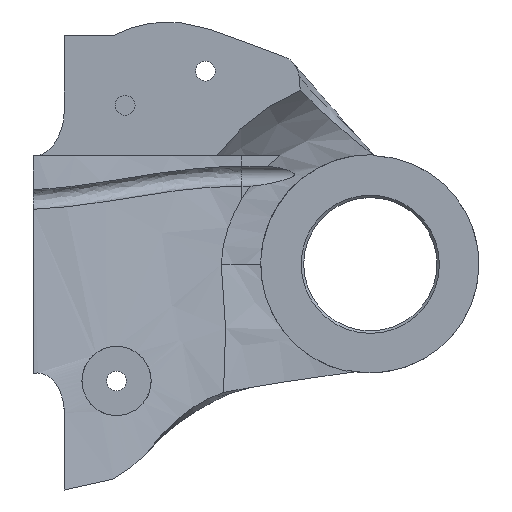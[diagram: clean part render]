
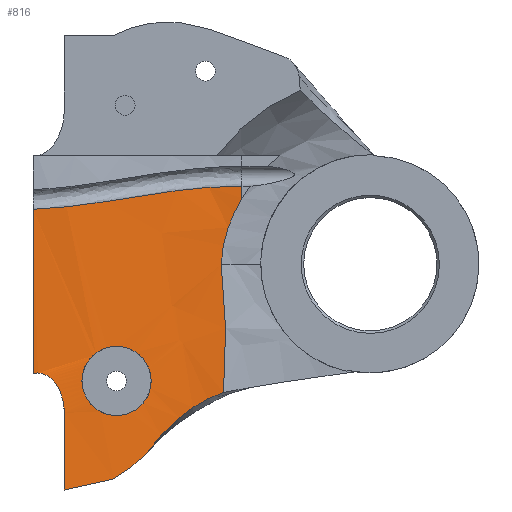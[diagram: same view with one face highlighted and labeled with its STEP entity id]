
A CAD part, front view. The second image highlights one B-rep face of the part: STEP entity #816.
In plain terms, the highlighted free-form (B-spline) face has degree [3, 1] with [4, 2] control points.
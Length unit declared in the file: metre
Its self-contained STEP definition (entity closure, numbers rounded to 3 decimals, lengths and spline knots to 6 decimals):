
#44=LINE('',#1301,#74);
#58=LINE('',#2099,#88);
#63=LINE('',#2109,#93);
#74=VECTOR('',#929,1.);
#88=VECTOR('',#1021,1.);
#93=VECTOR('',#1030,1.);
#125=B_SPLINE_SURFACE_WITH_KNOTS('',3,1,((#2113,#2114),(#2115,#2116),(#2117,
#2118),(#2119,#2120)),.SURF_OF_LINEAR_EXTRUSION.,.F.,.F.,.F.,(4,4),(2,2),
(0.,1.),(0.,1.),.PIECEWISE_BEZIER_KNOTS.);
#336=ORIENTED_EDGE('',*,*,#491,.F.);
#337=ORIENTED_EDGE('',*,*,#423,.T.);
#338=ORIENTED_EDGE('',*,*,#387,.T.);
#339=ORIENTED_EDGE('',*,*,#421,.T.);
#340=ORIENTED_EDGE('',*,*,#419,.T.);
#341=ORIENTED_EDGE('',*,*,#436,.T.);
#342=ORIENTED_EDGE('',*,*,#454,.F.);
#343=ORIENTED_EDGE('',*,*,#446,.T.);
#344=ORIENTED_EDGE('',*,*,#397,.T.);
#345=ORIENTED_EDGE('',*,*,#483,.F.);
#346=ORIENTED_EDGE('',*,*,#459,.T.);
#347=ORIENTED_EDGE('',*,*,#488,.T.);
#387=EDGE_CURVE('',#504,#503,#583,.T.);
#397=EDGE_CURVE('',#514,#513,#592,.T.);
#419=EDGE_CURVE('',#532,#531,#606,.T.);
#421=EDGE_CURVE('',#503,#532,#44,.T.);
#423=EDGE_CURVE('',#534,#504,#607,.T.);
#436=EDGE_CURVE('',#531,#543,#618,.T.);
#446=EDGE_CURVE('',#550,#514,#626,.T.);
#454=EDGE_CURVE('',#550,#543,#634,.T.);
#459=EDGE_CURVE('',#557,#559,#636,.T.);
#483=EDGE_CURVE('',#557,#513,#58,.T.);
#488=EDGE_CURVE('',#559,#534,#63,.T.);
#491=EDGE_CURVE('',#577,#577,#639,.T.);
#503=VERTEX_POINT('',#1077);
#504=VERTEX_POINT('',#1085);
#513=VERTEX_POINT('',#1186);
#514=VERTEX_POINT('',#1193);
#531=VERTEX_POINT('',#1293);
#532=VERTEX_POINT('',#1298);
#534=VERTEX_POINT('',#1309);
#543=VERTEX_POINT('',#1691);
#550=VERTEX_POINT('',#1772);
#557=VERTEX_POINT('',#1865);
#559=VERTEX_POINT('',#2031);
#577=VERTEX_POINT('',#2139);
#583=B_SPLINE_CURVE_WITH_KNOTS('',3,(#1078,#1079,#1080,#1081,#1082,#1083,
#1084),.UNSPECIFIED.,.F.,.F.,(4,1,1,1,4),(0.,0.002831,0.005662,
0.008493,0.011325),.UNSPECIFIED.);
#592=B_SPLINE_CURVE_WITH_KNOTS('',3,(#1187,#1188,#1189,#1190,#1191,#1192),
 .UNSPECIFIED.,.F.,.F.,(4,1,1,4),(0.,0.00704,0.010561,
0.014081),.UNSPECIFIED.);
#606=B_SPLINE_CURVE_WITH_KNOTS('',3,(#1294,#1295,#1296,#1297),
 .UNSPECIFIED.,.F.,.F.,(4,4),(0.,0.010704),.UNSPECIFIED.);
#607=B_SPLINE_CURVE_WITH_KNOTS('',3,(#1305,#1306,#1307,#1308),
 .UNSPECIFIED.,.F.,.F.,(4,4),(0.,0.000303),.UNSPECIFIED.);
#618=B_SPLINE_CURVE_WITH_KNOTS('',3,(#1686,#1687,#1688,#1689,#1690),
 .UNSPECIFIED.,.F.,.F.,(4,1,4),(0.,0.004115,
0.008231),.UNSPECIFIED.);
#626=B_SPLINE_CURVE_WITH_KNOTS('',3,(#1767,#1768,#1769,#1770,#1771),
 .UNSPECIFIED.,.F.,.F.,(4,1,4),(0.,0.012983,
0.025965),.UNSPECIFIED.);
#634=B_SPLINE_CURVE_WITH_KNOTS('',3,(#1853,#1854,#1855,#1856,#1857,#1858),
 .UNSPECIFIED.,.F.,.F.,(4,1,1,4),(0.,0.005247,
0.010494,0.020988),.UNSPECIFIED.);
#636=B_SPLINE_CURVE_WITH_KNOTS('',3,(#2023,#2024,#2025,#2026,#2027,#2028,
#2029,#2030),.UNSPECIFIED.,.F.,.F.,(4,1,1,1,1,4),(0.,0.005546,
0.011093,0.022185,0.033278,0.044371),
 .UNSPECIFIED.);
#639=B_SPLINE_CURVE_WITH_KNOTS('',3,(#2121,#2122,#2123,#2124,#2125,#2126,
#2127,#2128,#2129,#2130,#2131,#2132,#2133,#2134,#2135,#2136,#2137,#2138),
 .UNSPECIFIED.,.T.,.F.,(1,1,1,1,1,1,1,1,1,1,1,1,1,1,1,1,1,1,1,1,1,1),(-0.011268,
-0.008451,-0.005634,0.,0.002817,0.005634,
0.008451,0.011268,0.014086,0.016903,
0.01972,0.022537,0.025354,0.028171,
0.030988,0.033805,0.036622,0.039439,
0.045074,0.047891,0.050708,0.053525),
 .UNSPECIFIED.);
#695=EDGE_LOOP('',(#336));
#696=EDGE_LOOP('',(#337,#338,#339,#340,#341,#342,#343,#344,#345,#346,#347));
#762=FACE_BOUND('',#695,.T.);
#763=FACE_BOUND('',#696,.T.);
#816=ADVANCED_FACE('',(#762,#763),#125,.T.);
#929=DIRECTION('',(0.,0.,-1.));
#1021=DIRECTION('',(0.,0.,-1.));
#1030=DIRECTION('',(0.,0.,-1.));
#1077=CARTESIAN_POINT('',(-0.062,0.030566,0.044398));
#1078=CARTESIAN_POINT('',(-0.068,0.029591,0.052455));
#1079=CARTESIAN_POINT('',(-0.067052,0.029675,0.052568));
#1080=CARTESIAN_POINT('',(-0.065139,0.029925,0.052071));
#1081=CARTESIAN_POINT('',(-0.063234,0.030291,0.049873));
#1082=CARTESIAN_POINT('',(-0.062215,0.030516,0.047208));
#1083=CARTESIAN_POINT('',(-0.062,0.030566,0.045348));
#1084=CARTESIAN_POINT('',(-0.062,0.030566,0.044398));
#1085=CARTESIAN_POINT('',(-0.068,0.029591,0.052455));
#1186=CARTESIAN_POINT('',(-0.026,0.04005,0.087875));
#1187=CARTESIAN_POINT('',(-0.030193,0.039838,0.0745));
#1188=CARTESIAN_POINT('',(-0.030135,0.039844,0.076881));
#1189=CARTESIAN_POINT('',(-0.029467,0.039917,0.080342));
#1190=CARTESIAN_POINT('',(-0.027702,0.040024,0.084762));
#1191=CARTESIAN_POINT('',(-0.026599,0.04005,0.086851));
#1192=CARTESIAN_POINT('',(-0.026,0.04005,0.087875));
#1193=CARTESIAN_POINT('',(-0.030195,0.039838,0.074494));
#1293=CARTESIAN_POINT('',(-0.052,0.033666,0.031007));
#1294=CARTESIAN_POINT('',(-0.062,0.030566,0.028776));
#1295=CARTESIAN_POINT('',(-0.058547,0.031364,0.029309));
#1296=CARTESIAN_POINT('',(-0.055251,0.032488,0.030095));
#1297=CARTESIAN_POINT('',(-0.052,0.033666,0.031007));
#1298=CARTESIAN_POINT('',(-0.062,0.030566,0.028776));
#1301=CARTESIAN_POINT('',(-0.062,0.030566,0.0965));
#1305=CARTESIAN_POINT('',(-0.0683,0.029566,0.052421));
#1306=CARTESIAN_POINT('',(-0.0682,0.029574,0.052432));
#1307=CARTESIAN_POINT('',(-0.0681,0.029582,0.052443));
#1308=CARTESIAN_POINT('',(-0.068,0.029591,0.052455));
#1309=CARTESIAN_POINT('',(-0.0683,0.029566,0.052421));
#1686=CARTESIAN_POINT('',(-0.052,0.033666,0.031007));
#1687=CARTESIAN_POINT('',(-0.050877,0.034073,0.031686));
#1688=CARTESIAN_POINT('',(-0.048715,0.034873,0.033175));
#1689=CARTESIAN_POINT('',(-0.046662,0.035623,0.034843));
#1690=CARTESIAN_POINT('',(-0.045709,0.035963,0.035774));
#1691=CARTESIAN_POINT('',(-0.045709,0.035963,0.035774));
#1767=CARTESIAN_POINT('',(-0.029727,0.039882,0.048545));
#1768=CARTESIAN_POINT('',(-0.029257,0.039924,0.052859));
#1769=CARTESIAN_POINT('',(-0.029123,0.039931,0.061524));
#1770=CARTESIAN_POINT('',(-0.029747,0.039883,0.070176));
#1771=CARTESIAN_POINT('',(-0.030197,0.039838,0.074487));
#1772=CARTESIAN_POINT('',(-0.029727,0.039882,0.048545));
#1853=CARTESIAN_POINT('',(-0.029727,0.039882,0.048545));
#1854=CARTESIAN_POINT('',(-0.031407,0.039732,0.047985));
#1855=CARTESIAN_POINT('',(-0.034557,0.039257,0.046537));
#1856=CARTESIAN_POINT('',(-0.040197,0.037884,0.042452));
#1857=CARTESIAN_POINT('',(-0.043625,0.036705,0.038536));
#1858=CARTESIAN_POINT('',(-0.045709,0.035963,0.035774));
#1865=CARTESIAN_POINT('',(-0.026,0.04005,0.09031));
#2023=CARTESIAN_POINT('',(-0.026,0.04005,0.09031));
#2024=CARTESIAN_POINT('',(-0.027851,0.04005,0.09031));
#2025=CARTESIAN_POINT('',(-0.031557,0.039793,0.090193));
#2026=CARTESIAN_POINT('',(-0.038724,0.038407,0.089565));
#2027=CARTESIAN_POINT('',(-0.047324,0.03545,0.088236));
#2028=CARTESIAN_POINT('',(-0.057514,0.03153,0.086498));
#2029=CARTESIAN_POINT('',(-0.064599,0.029864,0.085771));
#2030=CARTESIAN_POINT('',(-0.0683,0.029566,0.085641));
#2031=CARTESIAN_POINT('',(-0.0683,0.029566,0.085641));
#2099=CARTESIAN_POINT('',(-0.026,0.04005,0.0965));
#2109=CARTESIAN_POINT('',(-0.0683,0.029566,0.0965));
#2113=CARTESIAN_POINT('',(-0.026,0.04005,0.090679));
#2114=CARTESIAN_POINT('',(-0.026,0.04005,0.028407));
#2115=CARTESIAN_POINT('',(-0.041958,0.04005,0.090679));
#2116=CARTESIAN_POINT('',(-0.041958,0.04005,0.028407));
#2117=CARTESIAN_POINT('',(-0.053799,0.030735,0.090679));
#2118=CARTESIAN_POINT('',(-0.053799,0.030735,0.028407));
#2119=CARTESIAN_POINT('',(-0.0683,0.029566,0.090679));
#2120=CARTESIAN_POINT('',(-0.0683,0.029566,0.028407));
#2121=CARTESIAN_POINT('',(-0.046954,0.035524,0.05681));
#2122=CARTESIAN_POINT('',(-0.050513,0.0342,0.058206));
#2123=CARTESIAN_POINT('',(-0.054064,0.032921,0.057521));
#2124=CARTESIAN_POINT('',(-0.056396,0.032135,0.056023));
#2125=CARTESIAN_POINT('',(-0.058015,0.031633,0.053683));
#2126=CARTESIAN_POINT('',(-0.058594,0.031464,0.050853));
#2127=CARTESIAN_POINT('',(-0.058008,0.031635,0.048023));
#2128=CARTESIAN_POINT('',(-0.056378,0.032141,0.045681));
#2129=CARTESIAN_POINT('',(-0.054033,0.032932,0.044188));
#2130=CARTESIAN_POINT('',(-0.051366,0.033892,0.043692));
#2131=CARTESIAN_POINT('',(-0.048713,0.034873,0.044212));
#2132=CARTESIAN_POINT('',(-0.046403,0.035718,0.045705));
#2133=CARTESIAN_POINT('',(-0.04479,0.036289,0.048031));
#2134=CARTESIAN_POINT('',(-0.044204,0.03649,0.05086));
#2135=CARTESIAN_POINT('',(-0.044792,0.036288,0.0537));
#2136=CARTESIAN_POINT('',(-0.046954,0.035524,0.05681));
#2137=CARTESIAN_POINT('',(-0.050513,0.0342,0.058206));
#2138=CARTESIAN_POINT('',(-0.054064,0.032921,0.057521));
#2139=CARTESIAN_POINT('',(-0.0514,0.033884,0.057861));
